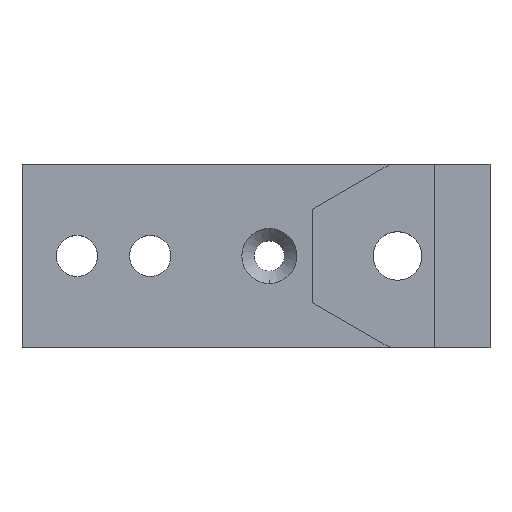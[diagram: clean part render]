
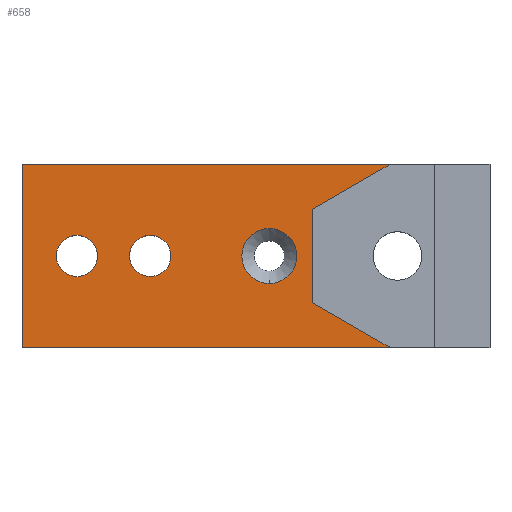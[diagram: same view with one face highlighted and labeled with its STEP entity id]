
A CAD part, top view. The second image highlights one B-rep face of the part: STEP entity #658.
In plain terms, the highlighted planar face has unit normal (0, 0, 1).
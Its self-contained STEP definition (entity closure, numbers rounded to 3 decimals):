
#8 = CARTESIAN_POINT ( 'NONE',  ( 27., 4.5, 12.5 ) ) ;
#9 = VERTEX_POINT ( 'NONE', #8 ) ;
#13 = CARTESIAN_POINT ( 'NONE',  ( 0., 11.5, 12.5 ) ) ;
#24 = VERTEX_POINT ( 'NONE', #32 ) ;
#25 = VERTEX_POINT ( 'NONE', #13 ) ;
#32 = CARTESIAN_POINT ( 'NONE',  ( 0., -8.5, 12.5 ) ) ;
#34 = VERTEX_POINT ( 'NONE', #48 ) ;
#35 = VERTEX_POINT ( 'NONE', #49 ) ;
#41 = VERTEX_POINT ( 'NONE', #52 ) ;
#48 = CARTESIAN_POINT ( 'NONE',  ( 6., -0.75, 12.5 ) ) ;
#49 = CARTESIAN_POINT ( 'NONE',  ( 14., -0.75, 12.5 ) ) ;
#52 = CARTESIAN_POINT ( 'NONE',  ( 31.7, 6.6, 12.5 ) ) ;
#58 = VERTEX_POINT ( 'NONE', #65 ) ;
#61 = VERTEX_POINT ( 'NONE', #101 ) ;
#65 = CARTESIAN_POINT ( 'NONE',  ( 27., -1.5, 12.5 ) ) ;
#67 = VERTEX_POINT ( 'NONE', #117 ) ;
#68 = VERTEX_POINT ( 'NONE', #88 ) ;
#69 = VERTEX_POINT ( 'NONE', #93 ) ;
#70 = VERTEX_POINT ( 'NONE', #75 ) ;
#75 = CARTESIAN_POINT ( 'NONE',  ( 31.7, -3.6, 12.5 ) ) ;
#80 = DIRECTION ( 'NONE',  ( 0., 0., 1. ) ) ;
#82 = DIRECTION ( 'NONE',  ( 0., -1., 0. ) ) ;
#84 = PLANE ( 'NONE',  #744 ) ;
#88 = CARTESIAN_POINT ( 'NONE',  ( 40.187, 11.5, 12.5 ) ) ;
#93 = CARTESIAN_POINT ( 'NONE',  ( 6., 3.75, 12.5 ) ) ;
#97 = CARTESIAN_POINT ( 'NONE',  ( 0., -8.5, 12.5 ) ) ;
#101 = CARTESIAN_POINT ( 'NONE',  ( 14., 3.75, 12.5 ) ) ;
#117 = CARTESIAN_POINT ( 'NONE',  ( 40.187, -8.5, 12.5 ) ) ;
#147 = CARTESIAN_POINT ( 'NONE',  ( 14., 1.5, 12.5 ) ) ;
#176 = DIRECTION ( 'NONE',  ( 0., 1., 0. ) ) ;
#184 = DIRECTION ( 'NONE',  ( 0., 0., -1. ) ) ;
#190 = CARTESIAN_POINT ( 'NONE',  ( 27., 1.5, 12.5 ) ) ;
#191 = DIRECTION ( 'NONE',  ( 0., -1., 0. ) ) ;
#200 = CARTESIAN_POINT ( 'NONE',  ( -17.092, 11.5, 12.5 ) ) ;
#203 = DIRECTION ( 'NONE',  ( -1., 0., 0. ) ) ;
#208 = DIRECTION ( 'NONE',  ( 0., 0., -1. ) ) ;
#209 = CARTESIAN_POINT ( 'NONE',  ( 6., 1.5, 12.5 ) ) ;
#210 = DIRECTION ( 'NONE',  ( 0., 0., -1. ) ) ;
#218 = CARTESIAN_POINT ( 'NONE',  ( 14., 1.5, 12.5 ) ) ;
#220 = CARTESIAN_POINT ( 'NONE',  ( 6., 1.5, 12.5 ) ) ;
#224 = CARTESIAN_POINT ( 'NONE',  ( -7.094, -15.798, 12.5 ) ) ;
#225 = DIRECTION ( 'NONE',  ( 0., 0., -1. ) ) ;
#227 = DIRECTION ( 'NONE',  ( 0., -1., 0. ) ) ;
#228 = DIRECTION ( 'NONE',  ( 0.866, -0.5, 0. ) ) ;
#235 = DIRECTION ( 'NONE',  ( -0.866, -0.5, 0. ) ) ;
#236 = DIRECTION ( 'NONE',  ( 0., -1., 0. ) ) ;
#243 = CARTESIAN_POINT ( 'NONE',  ( 0., 1.518, 12.5 ) ) ;
#245 = CARTESIAN_POINT ( 'NONE',  ( 31.7, 1.518, 12.5 ) ) ;
#249 = DIRECTION ( 'NONE',  ( 0., 0., -1. ) ) ;
#252 = CARTESIAN_POINT ( 'NONE',  ( -7.11, 18.807, 12.5 ) ) ;
#259 = DIRECTION ( 'NONE',  ( 0., -1., 0. ) ) ;
#264 = DIRECTION ( 'NONE',  ( 1., 0., 0. ) ) ;
#276 = DIRECTION ( 'NONE',  ( 0., 1., 0. ) ) ;
#281 = CARTESIAN_POINT ( 'NONE',  ( 27., 1.5, 12.5 ) ) ;
#293 = DIRECTION ( 'NONE',  ( 0., -1., 0. ) ) ;
#294 = CARTESIAN_POINT ( 'NONE',  ( -17.092, -8.5, 12.5 ) ) ;
#296 = DIRECTION ( 'NONE',  ( 0., -1., 0. ) ) ;
#302 = DIRECTION ( 'NONE',  ( 0., 0., -1. ) ) ;
#337 = EDGE_LOOP ( 'NONE', ( #471, #497, #447, #446, #403, #391 ) ) ;
#363 = EDGE_LOOP ( 'NONE', ( #423, #414 ) ) ;
#365 = EDGE_LOOP ( 'NONE', ( #429, #428 ) ) ;
#369 = EDGE_LOOP ( 'NONE', ( #380, #381 ) ) ;
#380 = ORIENTED_EDGE ( 'NONE', *, *, #711, .T. ) ;
#381 = ORIENTED_EDGE ( 'NONE', *, *, #679, .T. ) ;
#391 = ORIENTED_EDGE ( 'NONE', *, *, #698, .T. ) ;
#403 = ORIENTED_EDGE ( 'NONE', *, *, #706, .F. ) ;
#414 = ORIENTED_EDGE ( 'NONE', *, *, #700, .T. ) ;
#423 = ORIENTED_EDGE ( 'NONE', *, *, #714, .T. ) ;
#428 = ORIENTED_EDGE ( 'NONE', *, *, #689, .T. ) ;
#429 = ORIENTED_EDGE ( 'NONE', *, *, #722, .T. ) ;
#446 = ORIENTED_EDGE ( 'NONE', *, *, #719, .F. ) ;
#447 = ORIENTED_EDGE ( 'NONE', *, *, #716, .F. ) ;
#449 = FACE_OUTER_BOUND ( 'NONE', #337, .T. ) ;
#453 = FACE_BOUND ( 'NONE', #369, .T. ) ;
#471 = ORIENTED_EDGE ( 'NONE', *, *, #720, .T. ) ;
#497 = ORIENTED_EDGE ( 'NONE', *, *, #721, .T. ) ;
#505 = FACE_BOUND ( 'NONE', #365, .T. ) ;
#537 = FACE_BOUND ( 'NONE', #363, .T. ) ;
#546 = CIRCLE ( 'NONE', #684, 3. ) ;
#555 = CIRCLE ( 'NONE', #737, 2.25 ) ;
#566 = CIRCLE ( 'NONE', #738, 2.25 ) ;
#568 = VECTOR ( 'NONE', #235, 1000. ) ;
#575 = CIRCLE ( 'NONE', #777, 2.25 ) ;
#578 = LINE ( 'NONE', #200, #584 ) ;
#584 = VECTOR ( 'NONE', #203, 1000. ) ;
#585 = LINE ( 'NONE', #252, #596 ) ;
#587 = VECTOR ( 'NONE', #296, 1000. ) ;
#590 = CIRCLE ( 'NONE', #791, 2.25 ) ;
#591 = VECTOR ( 'NONE', #264, 1000. ) ;
#593 = LINE ( 'NONE', #245, #597 ) ;
#596 = VECTOR ( 'NONE', #228, 1000. ) ;
#597 = VECTOR ( 'NONE', #293, 1000. ) ;
#599 = CIRCLE ( 'NONE', #783, 3. ) ;
#603 = LINE ( 'NONE', #224, #568 ) ;
#604 = LINE ( 'NONE', #294, #591 ) ;
#607 = LINE ( 'NONE', #243, #587 ) ;
#658 = ADVANCED_FACE ( 'NONE', ( #449, #453, #537, #505 ), #84, .T. ) ;
#679 = EDGE_CURVE ( 'NONE', #35, #61, #555, .T. ) ;
#684 = AXIS2_PLACEMENT_3D ( 'NONE', #190, #208, #176 ) ;
#689 = EDGE_CURVE ( 'NONE', #58, #9, #546, .T. ) ;
#698 = EDGE_CURVE ( 'NONE', #68, #25, #578, .T. ) ;
#700 = EDGE_CURVE ( 'NONE', #34, #69, #566, .T. ) ;
#706 = EDGE_CURVE ( 'NONE', #68, #41, #603, .T. ) ;
#711 = EDGE_CURVE ( 'NONE', #61, #35, #575, .T. ) ;
#714 = EDGE_CURVE ( 'NONE', #69, #34, #590, .T. ) ;
#716 = EDGE_CURVE ( 'NONE', #70, #67, #585, .T. ) ;
#719 = EDGE_CURVE ( 'NONE', #41, #70, #593, .T. ) ;
#720 = EDGE_CURVE ( 'NONE', #25, #24, #607, .T. ) ;
#721 = EDGE_CURVE ( 'NONE', #24, #67, #604, .T. ) ;
#722 = EDGE_CURVE ( 'NONE', #9, #58, #599, .T. ) ;
#737 = AXIS2_PLACEMENT_3D ( 'NONE', #147, #184, #191 ) ;
#738 = AXIS2_PLACEMENT_3D ( 'NONE', #209, #210, #236 ) ;
#744 = AXIS2_PLACEMENT_3D ( 'NONE', #97, #80, #82 ) ;
#777 = AXIS2_PLACEMENT_3D ( 'NONE', #218, #225, #259 ) ;
#783 = AXIS2_PLACEMENT_3D ( 'NONE', #281, #302, #276 ) ;
#791 = AXIS2_PLACEMENT_3D ( 'NONE', #220, #249, #227 ) ;
